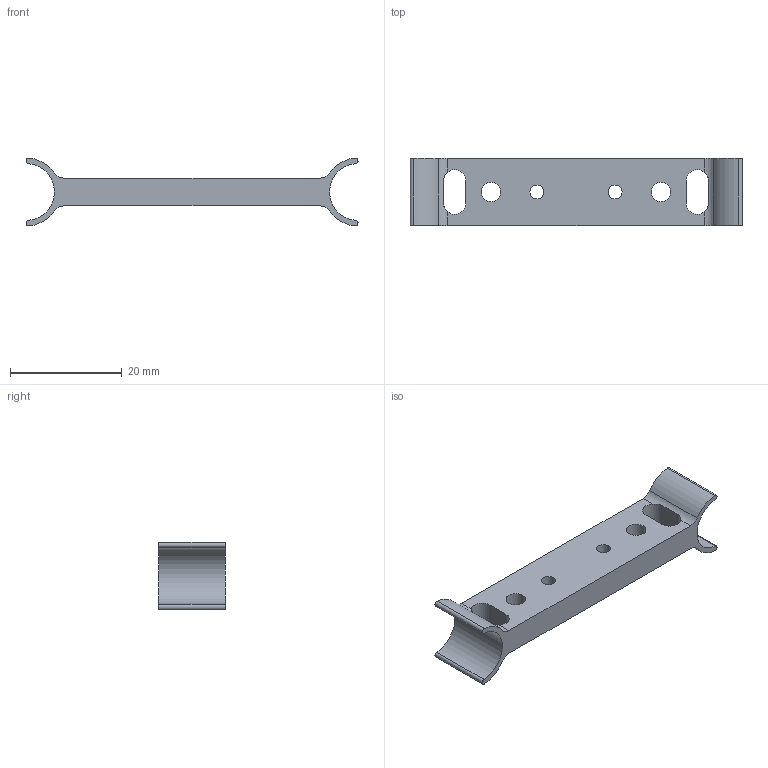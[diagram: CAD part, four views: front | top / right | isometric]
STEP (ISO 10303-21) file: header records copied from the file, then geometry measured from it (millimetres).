
FILE_DESCRIPTION(/* description */ (''),/* implementation_level */ '2;1');
FILE_NAME(/* name */ 'DevFrame Cross Mount Wishbone .step',/* time_stamp */ '2018-05-12T11:49:37-05:00',/* author */ ('cglusky'),/* organization */ (''),/* preprocessor_version */ 'ST-DEVELOPER v17',/* originating_system */ 'Autodesk Translation Framework v7.1.0.215',/* authorisation */ '');
FILE_SCHEMA (('AUTOMOTIVE_DESIGN { 1 0 10303 214 3 1 1 }'));
Length unit declared in the file: millimetre
Products named in the file (1): Cross Mount Wish Bone
Bounding box: 59.5 x 12 x 12.15 mm (x, y, z)
Volume: 2756.7 mm3; surface area: 2716.1 mm2
Topology: 1 solids, 1 shells, 44 faces, 134 edges, 90 vertices
Faces by surface type: plane 22, cylinder 22
Full cylindrical faces by diameter (mm): 2.5 x2, 3.5 x2
Entity records: 1601 total; most frequent: CARTESIAN_POINT 309, ORIENTED_EDGE 268, DIRECTION 262, EDGE_CURVE 134, AXIS2_PLACEMENT_3D 91, VERTEX_POINT 90, LINE 80, VECTOR 80
